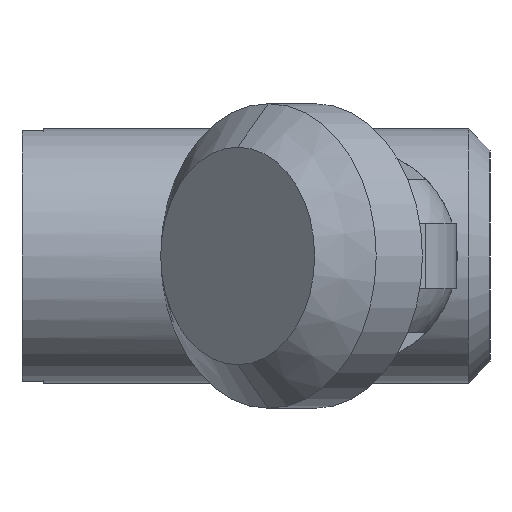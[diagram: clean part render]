
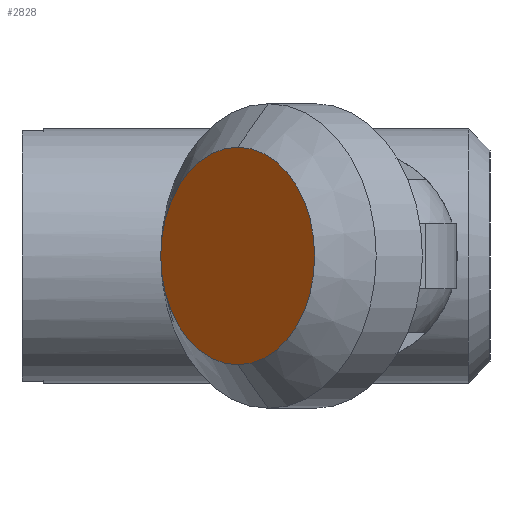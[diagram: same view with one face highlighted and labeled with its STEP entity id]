
A CAD part, left-side view. The second image highlights one B-rep face of the part: STEP entity #2828.
In plain terms, the highlighted face is planar.
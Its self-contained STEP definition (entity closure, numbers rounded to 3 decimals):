
#97 = VERTEX_POINT ( 'NONE', #1256 ) ;
#149 = AXIS2_PLACEMENT_3D ( 'NONE', #2196, #1708, #964 ) ;
#178 = EDGE_CURVE ( 'NONE', #1639, #97, #258, .T. ) ;
#258 = CIRCLE ( 'NONE', #1805, 5. ) ;
#400 = FACE_OUTER_BOUND ( 'NONE', #1598, .T. ) ;
#964 = DIRECTION ( 'NONE',  ( 0., 0., -1. ) ) ;
#971 = DIRECTION ( 'NONE',  ( 0., 0., -1. ) ) ;
#975 = EDGE_CURVE ( 'NONE', #97, #1639, #2587, .T. ) ;
#1225 = CARTESIAN_POINT ( 'NONE',  ( 5., 0., 0. ) ) ;
#1256 = CARTESIAN_POINT ( 'NONE',  ( 5., 0., -5. ) ) ;
#1270 = DIRECTION ( 'NONE',  ( 0., 0., -1. ) ) ;
#1325 = CARTESIAN_POINT ( 'NONE',  ( 5., 0., 5. ) ) ;
#1598 = EDGE_LOOP ( 'NONE', ( #2289, #2064 ) ) ;
#1639 = VERTEX_POINT ( 'NONE', #1325 ) ;
#1708 = DIRECTION ( 'NONE',  ( 1., 0., 0. ) ) ;
#1724 = DIRECTION ( 'NONE',  ( 1., 0., 0. ) ) ;
#1805 = AXIS2_PLACEMENT_3D ( 'NONE', #2027, #2256, #1270 ) ;
#2027 = CARTESIAN_POINT ( 'NONE',  ( 5., 0., 0. ) ) ;
#2064 = ORIENTED_EDGE ( 'NONE', *, *, #975, .T. ) ;
#2196 = CARTESIAN_POINT ( 'NONE',  ( 5., 0., 0. ) ) ;
#2242 = AXIS2_PLACEMENT_3D ( 'NONE', #1225, #1724, #971 ) ;
#2256 = DIRECTION ( 'NONE',  ( 1., 0., 0. ) ) ;
#2289 = ORIENTED_EDGE ( 'NONE', *, *, #178, .T. ) ;
#2445 = PLANE ( 'NONE',  #149 ) ;
#2587 = CIRCLE ( 'NONE', #2242, 5. ) ;
#2828 = ADVANCED_FACE ( 'NONE', ( #400 ), #2445, .T. ) ;
